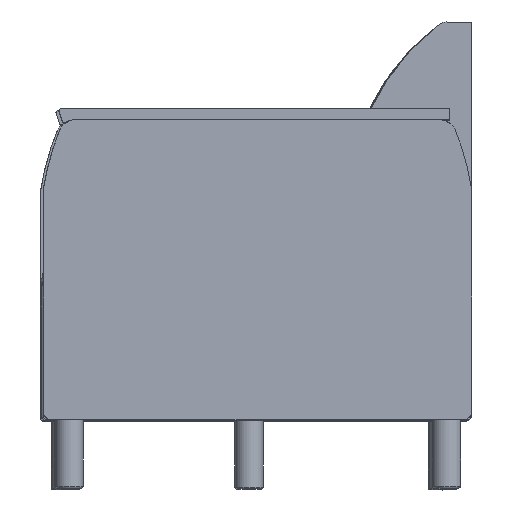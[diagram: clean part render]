
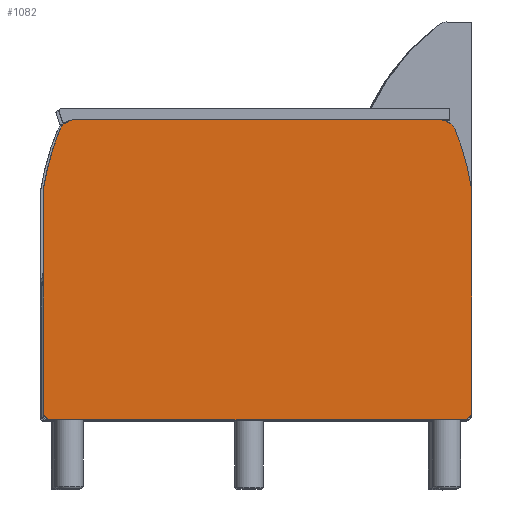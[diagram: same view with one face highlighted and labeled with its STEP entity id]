
A CAD part, top view. The second image highlights one B-rep face of the part: STEP entity #1082.
In plain terms, the highlighted planar face has unit normal (0.003, 0, 1).
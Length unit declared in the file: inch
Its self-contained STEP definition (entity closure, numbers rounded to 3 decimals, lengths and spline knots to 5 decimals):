
#30=B_SPLINE_CURVE_WITH_KNOTS('',3,(#2039,#2040,#2041,#2042,#2043,#2044,
#2045,#2046,#2047,#2048,#2049,#2050,#2051,#2052,#2053,#2054,#2055,#2056,
#2057,#2058,#2059,#2060),.UNSPECIFIED.,.F.,.F.,(4,2,2,2,2,2,2,2,2,2,4),
(-4.79444,-4.48666,-4.06789,-3.64912,
-3.23035,-3.1271,-3.02386,-2.98982,
-2.97281,-2.9643,-2.95579),.UNSPECIFIED.);
#32=B_SPLINE_CURVE_WITH_KNOTS('',3,(#2153,#2154,#2155,#2156,#2157,#2158,
#2159,#2160,#2161,#2162,#2163,#2164,#2165,#2166,#2167,#2168,#2169,#2170,
#2171,#2172,#2173,#2174),.UNSPECIFIED.,.F.,.F.,(4,2,2,2,2,2,2,2,2,2,4),
(-4.79444,-4.78593,-4.77742,-4.7604,
-4.72637,-4.62312,-4.51988,-4.10111,-3.68234,
-3.26356,-2.95579),.UNSPECIFIED.);
#125=PLANE('',#1190);
#177=FACE_OUTER_BOUND('',#241,.T.);
#241=EDGE_LOOP('',(#918,#919,#920,#921,#922,#923,#924,#925,#926,#927,#928,
#929));
#333=LINE('',#2178,#410);
#337=LINE('',#2191,#414);
#338=LINE('',#2195,#415);
#339=LINE('',#2198,#416);
#410=VECTOR('',#1447,25.84997);
#414=VECTOR('',#1459,15.688);
#415=VECTOR('',#1462,29.);
#416=VECTOR('',#1465,15.688);
#463=CIRCLE('',#1176,1.);
#465=CIRCLE('',#1179,17.08068);
#467=CIRCLE('',#1182,17.08068);
#469=CIRCLE('',#1185,1.);
#472=CIRCLE('',#1191,0.5);
#473=CIRCLE('',#1192,0.5);
#543=VERTEX_POINT('',#1950);
#544=VERTEX_POINT('',#1952);
#546=VERTEX_POINT('',#1958);
#548=VERTEX_POINT('',#2037);
#551=VERTEX_POINT('',#2065);
#552=VERTEX_POINT('',#2067);
#554=VERTEX_POINT('',#2073);
#556=VERTEX_POINT('',#2152);
#561=VERTEX_POINT('',#2190);
#562=VERTEX_POINT('',#2192);
#563=VERTEX_POINT('',#2194);
#564=VERTEX_POINT('',#2196);
#666=EDGE_CURVE('',#544,#543,#463,.T.);
#669=EDGE_CURVE('',#546,#544,#465,.T.);
#673=EDGE_CURVE('',#543,#548,#30,.T.);
#676=EDGE_CURVE('',#552,#551,#467,.T.);
#679=EDGE_CURVE('',#554,#552,#469,.T.);
#682=EDGE_CURVE('',#556,#554,#32,.T.);
#685=EDGE_CURVE('',#548,#556,#333,.T.);
#691=EDGE_CURVE('',#551,#561,#337,.T.);
#692=EDGE_CURVE('',#562,#561,#472,.T.);
#693=EDGE_CURVE('',#562,#563,#338,.T.);
#694=EDGE_CURVE('',#564,#563,#473,.T.);
#695=EDGE_CURVE('',#564,#546,#339,.T.);
#918=ORIENTED_EDGE('',*,*,#669,.T.);
#919=ORIENTED_EDGE('',*,*,#666,.T.);
#920=ORIENTED_EDGE('',*,*,#673,.T.);
#921=ORIENTED_EDGE('',*,*,#685,.T.);
#922=ORIENTED_EDGE('',*,*,#682,.T.);
#923=ORIENTED_EDGE('',*,*,#679,.T.);
#924=ORIENTED_EDGE('',*,*,#676,.T.);
#925=ORIENTED_EDGE('',*,*,#691,.T.);
#926=ORIENTED_EDGE('',*,*,#692,.F.);
#927=ORIENTED_EDGE('',*,*,#693,.T.);
#928=ORIENTED_EDGE('',*,*,#694,.F.);
#929=ORIENTED_EDGE('',*,*,#695,.T.);
#1082=ADVANCED_FACE('',(#177),#125,.T.);
#1176=AXIS2_PLACEMENT_3D('',#1953,#1417,#1418);
#1179=AXIS2_PLACEMENT_3D('',#1959,#1424,#1425);
#1182=AXIS2_PLACEMENT_3D('',#2068,#1433,#1434);
#1185=AXIS2_PLACEMENT_3D('',#2074,#1440,#1441);
#1190=AXIS2_PLACEMENT_3D('',#2189,#1457,#1458);
#1191=AXIS2_PLACEMENT_3D('',#2193,#1460,#1461);
#1192=AXIS2_PLACEMENT_3D('',#2197,#1463,#1464);
#1417=DIRECTION('center_axis',(0.,0.,1.));
#1418=DIRECTION('ref_axis',(-0.92,-0.392,0.));
#1424=DIRECTION('center_axis',(0.,0.,1.));
#1425=DIRECTION('ref_axis',(-0.989,-0.146,0.));
#1433=DIRECTION('center_axis',(0.,0.,1.));
#1434=DIRECTION('ref_axis',(0.92,-0.392,0.));
#1440=DIRECTION('center_axis',(0.,0.,1.));
#1441=DIRECTION('ref_axis',(0.662,-0.75,0.));
#1447=DIRECTION('',(-1.,0.,0.));
#1457=DIRECTION('center_axis',(0.,0.,1.));
#1458=DIRECTION('ref_axis',(1.,0.,0.));
#1459=DIRECTION('',(0.,-1.,0.));
#1460=DIRECTION('center_axis',(0.,0.,-1.));
#1461=DIRECTION('ref_axis',(-0.707,-0.707,0.));
#1462=DIRECTION('',(1.,0.,0.));
#1463=DIRECTION('center_axis',(0.,0.,-1.));
#1464=DIRECTION('ref_axis',(0.707,-0.707,0.));
#1465=DIRECTION('',(0.,1.,0.));
#1950=CARTESIAN_POINT('',(16.89303,10.97274,4.));
#1952=CARTESIAN_POINT('',(17.15127,10.61478,4.));
#1953=CARTESIAN_POINT('Origin',(16.23116,10.22312,4.));
#1958=CARTESIAN_POINT('',(18.33397,6.41074,4.));
#1959=CARTESIAN_POINT('Origin',(1.43513,3.92505,4.));
#2037=CARTESIAN_POINT('',(16.25896,11.22274,4.));
#2039=CARTESIAN_POINT('Ctrl Pts',(16.89303,10.97274,4.));
#2040=CARTESIAN_POINT('Ctrl Pts',(16.86277,10.99945,4.));
#2041=CARTESIAN_POINT('Ctrl Pts',(16.83079,11.02442,4.));
#2042=CARTESIAN_POINT('Ctrl Pts',(16.75194,11.07859,4.));
#2043=CARTESIAN_POINT('Ctrl Pts',(16.70387,11.10603,4.));
#2044=CARTESIAN_POINT('Ctrl Pts',(16.60478,11.15231,4.));
#2045=CARTESIAN_POINT('Ctrl Pts',(16.55379,11.17112,4.));
#2046=CARTESIAN_POINT('Ctrl Pts',(16.45201,11.19986,4.));
#2047=CARTESIAN_POINT('Ctrl Pts',(16.40119,11.20978,4.));
#2048=CARTESIAN_POINT('Ctrl Pts',(16.34042,11.21721,4.));
#2049=CARTESIAN_POINT('Ctrl Pts',(16.3272,11.21859,4.));
#2050=CARTESIAN_POINT('Ctrl Pts',(16.30094,11.22077,4.));
#2051=CARTESIAN_POINT('Ctrl Pts',(16.28783,11.22158,4.));
#2052=CARTESIAN_POINT('Ctrl Pts',(16.27262,11.22227,4.));
#2053=CARTESIAN_POINT('Ctrl Pts',(16.26862,11.22243,4.));
#2054=CARTESIAN_POINT('Ctrl Pts',(16.26364,11.2226,4.));
#2055=CARTESIAN_POINT('Ctrl Pts',(16.26217,11.22264,4.));
#2056=CARTESIAN_POINT('Ctrl Pts',(16.26044,11.22269,4.));
#2057=CARTESIAN_POINT('Ctrl Pts',(16.25995,11.22271,4.));
#2058=CARTESIAN_POINT('Ctrl Pts',(16.25921,11.22273,4.));
#2059=CARTESIAN_POINT('Ctrl Pts',(16.25896,11.22274,4.));
#2060=CARTESIAN_POINT('Ctrl Pts',(16.25896,11.22274,4.));
#2065=CARTESIAN_POINT('',(-11.66603,6.41074,4.));
#2067=CARTESIAN_POINT('',(-10.48332,10.61478,4.));
#2068=CARTESIAN_POINT('Origin',(5.23281,3.92505,4.));
#2073=CARTESIAN_POINT('',(-10.22509,10.97274,4.));
#2074=CARTESIAN_POINT('Origin',(-9.56321,10.22312,4.));
#2152=CARTESIAN_POINT('',(-9.59101,11.22274,4.));
#2153=CARTESIAN_POINT('Ctrl Pts',(-9.59101,11.22274,4.));
#2154=CARTESIAN_POINT('Ctrl Pts',(-9.59101,11.22274,4.));
#2155=CARTESIAN_POINT('Ctrl Pts',(-9.59127,11.22273,4.));
#2156=CARTESIAN_POINT('Ctrl Pts',(-9.59201,11.22271,4.));
#2157=CARTESIAN_POINT('Ctrl Pts',(-9.5925,11.22269,4.));
#2158=CARTESIAN_POINT('Ctrl Pts',(-9.59423,11.22264,4.));
#2159=CARTESIAN_POINT('Ctrl Pts',(-9.59569,11.2226,4.));
#2160=CARTESIAN_POINT('Ctrl Pts',(-9.60068,11.22243,4.));
#2161=CARTESIAN_POINT('Ctrl Pts',(-9.60467,11.22227,4.));
#2162=CARTESIAN_POINT('Ctrl Pts',(-9.61988,11.22158,4.));
#2163=CARTESIAN_POINT('Ctrl Pts',(-9.633,11.22077,4.));
#2164=CARTESIAN_POINT('Ctrl Pts',(-9.65926,11.21859,4.));
#2165=CARTESIAN_POINT('Ctrl Pts',(-9.67247,11.21721,4.));
#2166=CARTESIAN_POINT('Ctrl Pts',(-9.73325,11.20978,4.));
#2167=CARTESIAN_POINT('Ctrl Pts',(-9.78407,11.19986,4.));
#2168=CARTESIAN_POINT('Ctrl Pts',(-9.88585,11.17112,4.));
#2169=CARTESIAN_POINT('Ctrl Pts',(-9.93684,11.15231,4.));
#2170=CARTESIAN_POINT('Ctrl Pts',(-10.03593,11.10603,4.));
#2171=CARTESIAN_POINT('Ctrl Pts',(-10.084,11.07859,4.));
#2172=CARTESIAN_POINT('Ctrl Pts',(-10.16285,11.02442,4.));
#2173=CARTESIAN_POINT('Ctrl Pts',(-10.19483,10.99945,4.));
#2174=CARTESIAN_POINT('Ctrl Pts',(-10.22509,10.97274,4.));
#2178=CARTESIAN_POINT('',(18.33397,11.22274,4.));
#2189=CARTESIAN_POINT('Origin',(3.33397,0.72274,4.));
#2190=CARTESIAN_POINT('',(-11.66603,-9.27726,4.));
#2191=CARTESIAN_POINT('',(-11.66603,11.22274,4.));
#2192=CARTESIAN_POINT('',(-11.16603,-9.77726,4.));
#2193=CARTESIAN_POINT('Origin',(-11.16603,-9.27726,4.));
#2194=CARTESIAN_POINT('',(17.83397,-9.77726,4.));
#2195=CARTESIAN_POINT('',(-11.66603,-9.77726,4.));
#2196=CARTESIAN_POINT('',(18.33397,-9.27726,4.));
#2197=CARTESIAN_POINT('Origin',(17.83397,-9.27726,4.));
#2198=CARTESIAN_POINT('',(18.33397,-9.77726,4.));
